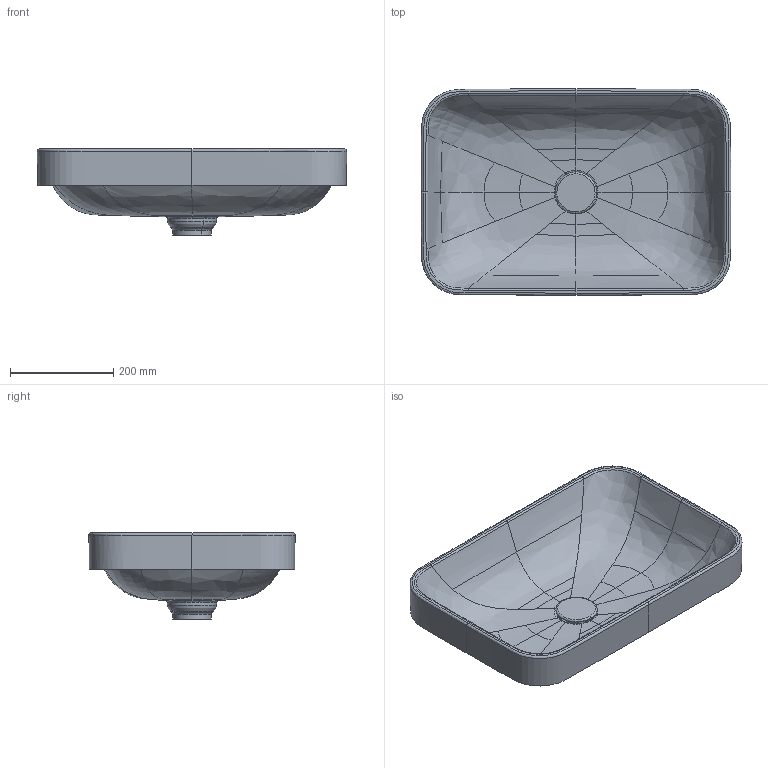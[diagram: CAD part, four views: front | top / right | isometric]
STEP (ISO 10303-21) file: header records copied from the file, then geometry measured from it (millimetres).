
FILE_DESCRIPTION(/* description */ (''),/* implementation_level */ '2;1');
FILE_NAME(/* name */ '235960',/* time_stamp */ '2019-02-20T11:00:32+01:00',/* author */ (''),/* organization */ (''),/* preprocessor_version */ 'ST-DEVELOPER v15',/* originating_system */ '',/* authorisation */ '');
FILE_SCHEMA (('AUTOMOTIVE_DESIGN'));
Length unit declared in the file: millimetre
Products named in the file (1): Document
Bounding box: 599.86 x 399.86 x 167 mm (x, y, z)
Volume: 5488469.4 mm3; surface area: 762706.5 mm2
Topology: 3 solids, 3 shells, 193 faces, 462 edges, 276 vertices
Faces by surface type: bspline 193
Entity records: 92447 total; most frequent: CARTESIAN_POINT 86460, B_SPLINE_CURVE_WITH_KNOTS 1244, ORIENTED_EDGE 924, PCURVE 924, DEFINITIONAL_REPRESENTATION 924, SURFACE_CURVE 462, EDGE_CURVE 462, VERTEX_POINT 276
